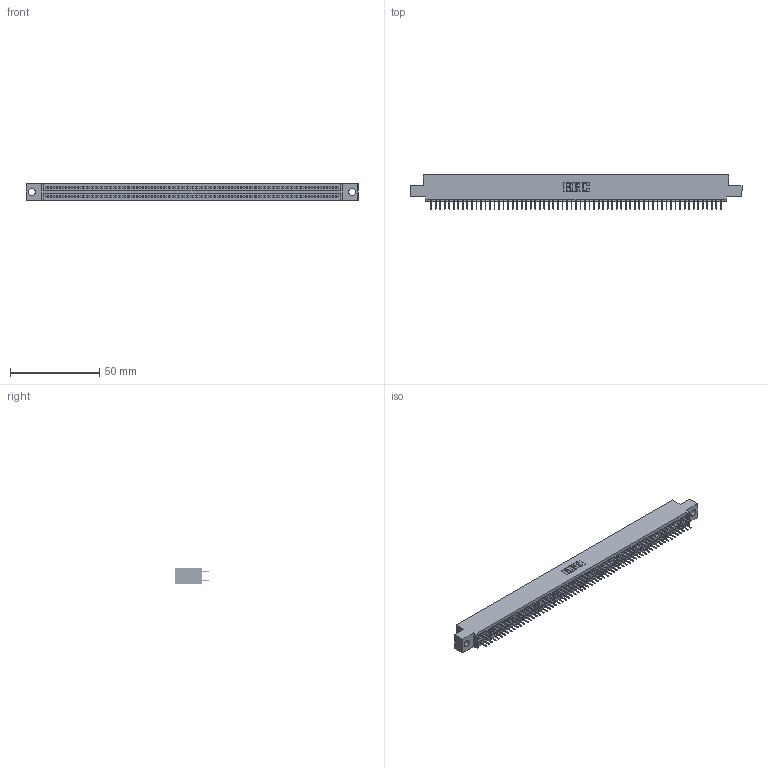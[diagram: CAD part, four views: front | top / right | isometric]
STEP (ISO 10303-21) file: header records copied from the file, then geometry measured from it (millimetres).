
FILE_DESCRIPTION (( 'STEP AP203' ), '1' );
FILE_NAME ('345-130-524-504.STEP', '2021-05-25T20:34:55', ( '' ), ( '' ), 'SwSTEP 2.0', 'SolidWorks 2020', '' );
FILE_SCHEMA (( 'CONFIG_CONTROL_DESIGN' ));
Length unit declared in the file: inch
Products named in the file (3): 345-292-001_345-293-124; 345 Part_0.110 Offset - 0.156 Dia-TI; 345-130-524-504
Assembly tree (131 placements, depth 2):
  345-130-524-504
    345 Part_0.110 Offset - 0.156 Dia-TI
    345-292-001_345-293-124  x130
Bounding box: 186.31 x 19.35 x 9.4 mm (x, y, z)
Volume: 17935.7 mm3; surface area: 26382.5 mm2
Topology: 131 solids, 131 shells, 7164 faces, 20279 edges, 12998 vertices
Faces by surface type: plane 5168, cylinder 1996
Entity records: 48529 total; most frequent: CARTESIAN_POINT 8118, ORIENTED_EDGE 8050, DIRECTION 7129, EDGE_CURVE 4025, LINE 3637, VECTOR 3637, VERTEX_POINT 2678, AXIS2_PLACEMENT_3D 1746
